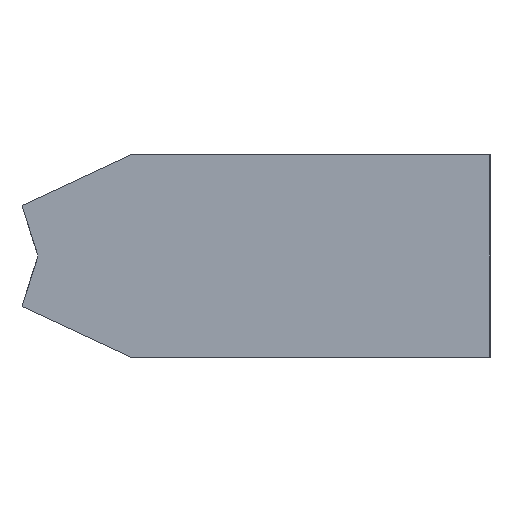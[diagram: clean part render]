
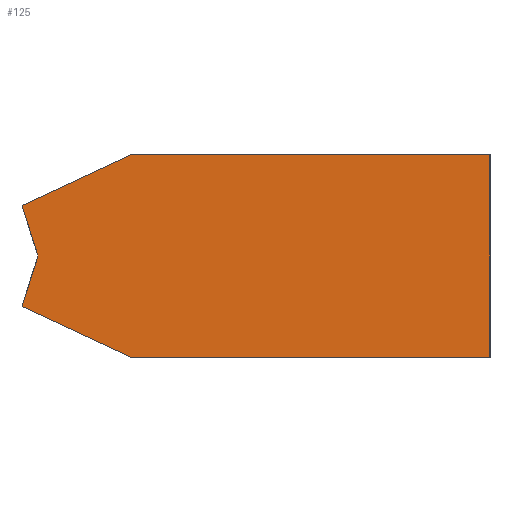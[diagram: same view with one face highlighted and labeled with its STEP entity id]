
A CAD part, left-side view. The second image highlights one B-rep face of the part: STEP entity #125.
In plain terms, the highlighted planar face has unit normal (-1, 0, 0).
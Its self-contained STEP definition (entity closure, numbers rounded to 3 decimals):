
#125 = ADVANCED_FACE( '', ( #320 ), #321, .F. );
#320 = FACE_OUTER_BOUND( '', #600, .T. );
#321 = PLANE( '', #601 );
#600 = EDGE_LOOP( '', ( #941, #942, #943, #944, #945, #946, #947 ) );
#601 = AXIS2_PLACEMENT_3D( '', #948, #949, #950 );
#941 = ORIENTED_EDGE( '', *, *, #1331, .F. );
#942 = ORIENTED_EDGE( '', *, *, #1332, .F. );
#943 = ORIENTED_EDGE( '', *, *, #1267, .F. );
#944 = ORIENTED_EDGE( '', *, *, #1333, .F. );
#945 = ORIENTED_EDGE( '', *, *, #1334, .F. );
#946 = ORIENTED_EDGE( '', *, *, #1300, .F. );
#947 = ORIENTED_EDGE( '', *, *, #1281, .F. );
#948 = CARTESIAN_POINT( '', ( 0., 0., 0. ) );
#949 = DIRECTION( '', ( 1., 0., 0. ) );
#950 = DIRECTION( '', ( 0., 0., -1. ) );
#1267 = EDGE_CURVE( '', #1451, #1453, #1454, .T. );
#1281 = EDGE_CURVE( '', #1477, #1478, #1479, .T. );
#1300 = EDGE_CURVE( '', #1478, #1512, #1513, .T. );
#1331 = EDGE_CURVE( '', #1560, #1477, #1561, .T. );
#1332 = EDGE_CURVE( '', #1453, #1560, #1562, .T. );
#1333 = EDGE_CURVE( '', #1563, #1451, #1564, .T. );
#1334 = EDGE_CURVE( '', #1512, #1563, #1565, .T. );
#1451 = VERTEX_POINT( '', #1716 );
#1453 = VERTEX_POINT( '', #1719 );
#1454 = LINE( '', #1720, #1721 );
#1477 = VERTEX_POINT( '', #1747 );
#1478 = VERTEX_POINT( '', #1748 );
#1479 = LINE( '', #1749, #1750 );
#1512 = VERTEX_POINT( '', #1786 );
#1513 = LINE( '', #1787, #1788 );
#1560 = VERTEX_POINT( '', #1841 );
#1561 = LINE( '', #1842, #1843 );
#1562 = LINE( '', #1844, #1845 );
#1563 = VERTEX_POINT( '', #1846 );
#1564 = LINE( '', #1847, #1848 );
#1565 = LINE( '', #1849, #1850 );
#1716 = CARTESIAN_POINT( '', ( 0., 67.095, 0. ) );
#1719 = CARTESIAN_POINT( '', ( 0., 69.46, 7.5 ) );
#1720 = CARTESIAN_POINT( '', ( 0., 67.095, 0. ) );
#1721 = VECTOR( '', #2002, 1000. );
#1747 = CARTESIAN_POINT( '', ( 0., 0., 15. ) );
#1748 = CARTESIAN_POINT( '', ( 0., 0., -15. ) );
#1749 = CARTESIAN_POINT( '', ( 0., 0., 15. ) );
#1750 = VECTOR( '', #2027, 1000. );
#1786 = CARTESIAN_POINT( '', ( 0., 53.376, -15. ) );
#1787 = CARTESIAN_POINT( '', ( 0., 0., -15. ) );
#1788 = VECTOR( '', #2067, 1000. );
#1841 = CARTESIAN_POINT( '', ( 0., 53.376, 15. ) );
#1842 = CARTESIAN_POINT( '', ( 0., 53.376, 15. ) );
#1843 = VECTOR( '', #2116, 1000. );
#1844 = CARTESIAN_POINT( '', ( 0., 69.46, 7.5 ) );
#1845 = VECTOR( '', #2117, 1000. );
#1846 = CARTESIAN_POINT( '', ( 0., 69.46, -7.5 ) );
#1847 = CARTESIAN_POINT( '', ( 0., 69.46, -7.5 ) );
#1848 = VECTOR( '', #2118, 1000. );
#1849 = CARTESIAN_POINT( '', ( 0., 53.376, -15. ) );
#1850 = VECTOR( '', #2119, 1000. );
#2002 = DIRECTION( '', ( 0., 0.301, 0.954 ) );
#2027 = DIRECTION( '', ( 0., 0., -1. ) );
#2067 = DIRECTION( '', ( 0., 1., 0. ) );
#2116 = DIRECTION( '', ( 0., -1., 0. ) );
#2117 = DIRECTION( '', ( 0., -0.906, 0.423 ) );
#2118 = DIRECTION( '', ( 0., -0.301, 0.954 ) );
#2119 = DIRECTION( '', ( 0., 0.906, 0.423 ) );
